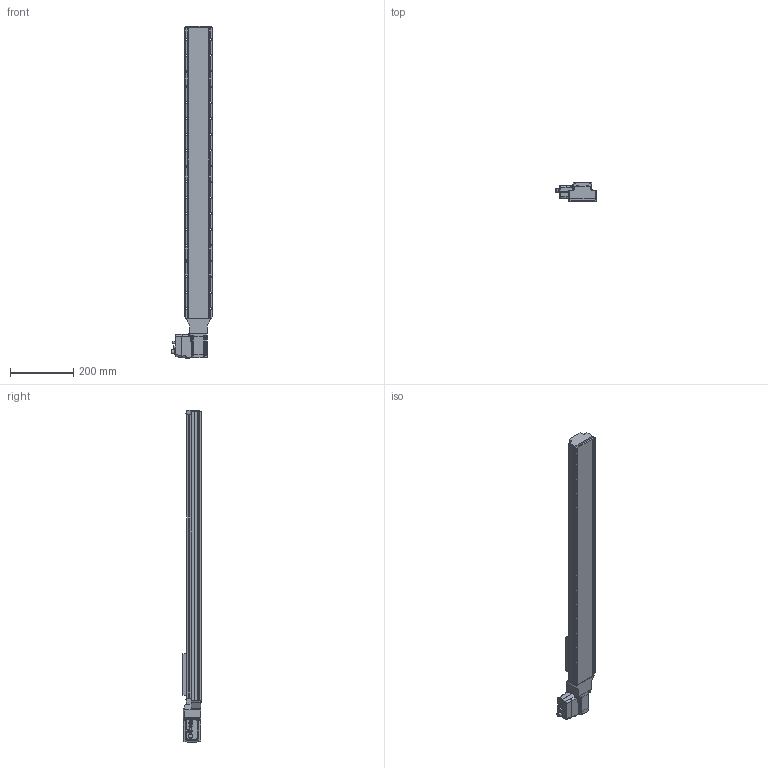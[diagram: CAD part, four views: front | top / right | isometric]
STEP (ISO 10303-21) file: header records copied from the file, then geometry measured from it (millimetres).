
FILE_DESCRIPTION (( 'STEP AP203' ), '1' );
FILE_NAME ('X-LRT0750xL-C.step', '2023-05-25T20:46:43', ( '' ), ( '' ), 'SwSTEP 2.0', 'SolidWorks 2019', '' );
FILE_SCHEMA (( 'CONFIG_CONTROL_DESIGN' ));
Length unit declared in the file: millimetre
Products named in the file (4): LRT_carriage^LRT_LRT; LRT_base^LRT_LRT0750; LRT_motor^LRT_X-LRT; X-LRT0750xL-C
Assembly tree (3 placements, depth 2):
  X-LRT0750xL-C
    LRT_base^LRT_LRT0750
    LRT_motor^LRT_X-LRT
    LRT_carriage^LRT_LRT
Bounding box: 131 x 58 x 1049 mm (x, y, z)
Volume: 3783350.3 mm3; surface area: 513451.8 mm2
Topology: 33 solids, 33 shells, 974 faces, 2552 edges, 1686 vertices
Faces by surface type: plane 559, cylinder 383, bspline 18, cone 6, sphere 4, torus 4
Entity records: 31587 total; most frequent: CARTESIAN_POINT 6751, DIRECTION 5132, ORIENTED_EDGE 5072, EDGE_CURVE 2536, AXIS2_PLACEMENT_3D 1788, VERTEX_POINT 1678, LINE 1556, VECTOR 1556
